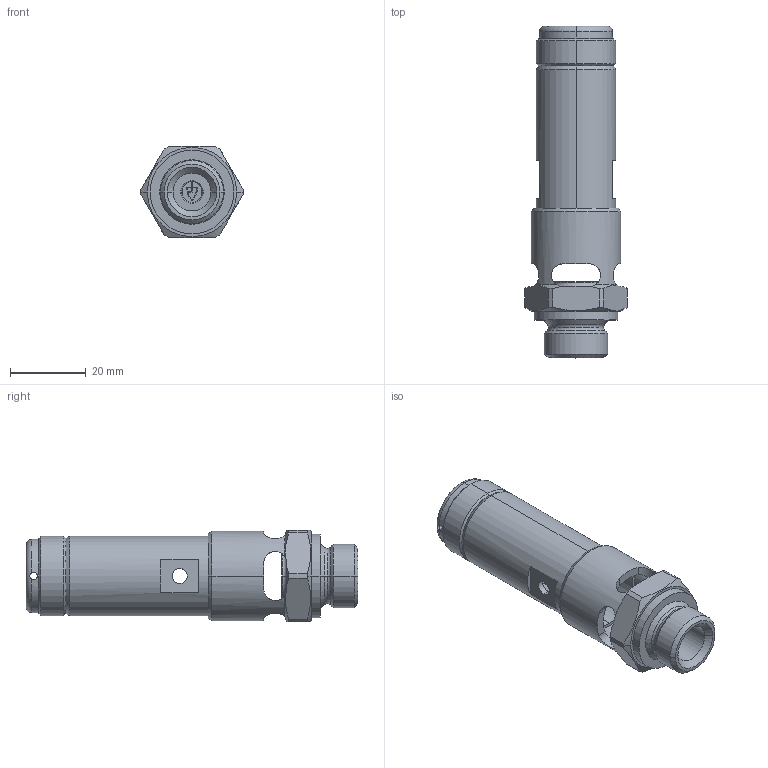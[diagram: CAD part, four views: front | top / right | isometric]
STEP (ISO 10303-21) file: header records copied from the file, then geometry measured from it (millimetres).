
FILE_DESCRIPTION (( 'STEP AP214' ), '1' );
FILE_NAME ('410sGK 3-8 0,2-50.STEP', '2014-03-05T15:19:29', ( 'Blankenhorn' ), ( '' ), 'SwSTEP 2.0', 'SolidWorks 2013', '' );
FILE_SCHEMA (( 'AUTOMOTIVE_DESIGN' ));
Length unit declared in the file: millimetre
Products named in the file (1): 410sGK 3-8  0,2-50
Bounding box: 27 x 87.5 x 24 mm (x, y, z)
Volume: 15504.7 mm3; surface area: 13923.1 mm2
Topology: 4 solids, 4 shells, 237 faces, 620 edges, 397 vertices
Faces by surface type: cylinder 114, plane 64, cone 41, torus 18
Entity records: 10954 total; most frequent: CARTESIAN_POINT 2344, DIRECTION 1283, ORIENTED_EDGE 1240, EDGE_CURVE 620, AXIS2_PLACEMENT_3D 525, VERTEX_POINT 397, CIRCLE 287, EDGE_LOOP 269
